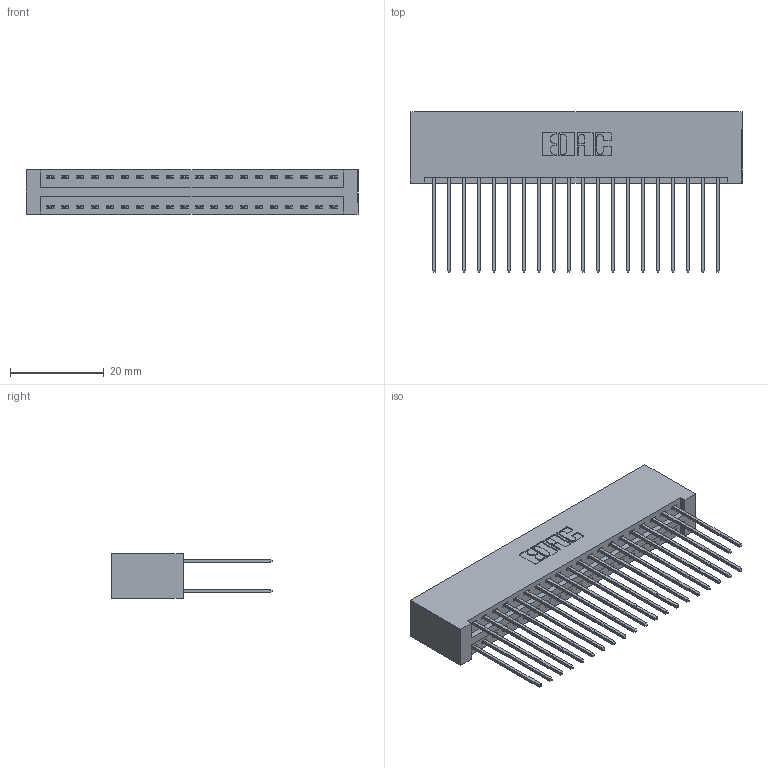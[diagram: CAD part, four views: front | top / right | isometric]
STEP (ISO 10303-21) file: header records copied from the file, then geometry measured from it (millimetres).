
FILE_DESCRIPTION (( 'STEP AP203' ), '1' );
FILE_NAME ('346-040-541-201.STEP', '2022-05-20T02:08:16', ( '' ), ( '' ), 'SwSTEP 2.0', 'SolidWorks 2020', '' );
FILE_SCHEMA (( 'CONFIG_CONTROL_DESIGN' ));
Length unit declared in the file: inch
Products named in the file (3): 346 Part_No Mounting Lugs; 345-292-001_345-293-141; 346-040-541-201
Assembly tree (41 placements, depth 2):
  346-040-541-201
    346 Part_No Mounting Lugs
    345-292-001_345-293-141  x40
Bounding box: 70.74 x 34.29 x 9.4 mm (x, y, z)
Volume: 7529.8 mm3; surface area: 11268.2 mm2
Topology: 41 solids, 41 shells, 2194 faces, 6505 edges, 4282 vertices
Faces by surface type: plane 1472, cylinder 722
Entity records: 15755 total; most frequent: CARTESIAN_POINT 2624, ORIENTED_EDGE 2558, DIRECTION 2359, EDGE_CURVE 1279, VECTOR 1075, LINE 1075, VERTEX_POINT 850, AXIS2_PLACEMENT_3D 642
